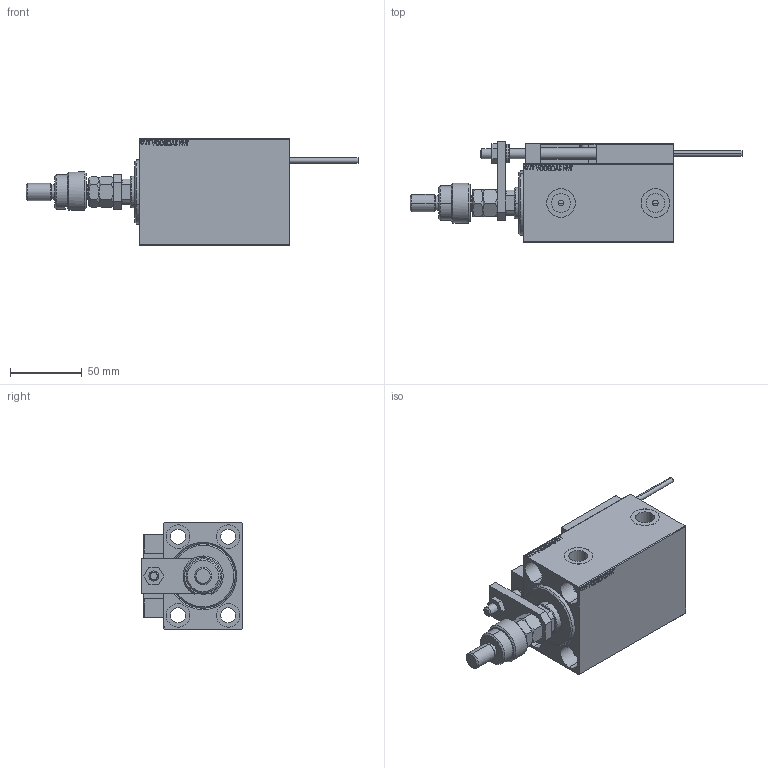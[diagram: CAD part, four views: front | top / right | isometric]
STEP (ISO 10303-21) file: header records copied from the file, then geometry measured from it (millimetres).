
FILE_DESCRIPTION (( 'STEP AP203' ), '1' );
FILE_NAME ('a20f.STEP', '2022-04-17T10:41:26', ( '' ), ( '' ), 'SwSTEP 2.0', 'SolidWorks 2019', '' );
FILE_SCHEMA (( 'CONFIG_CONTROL_DESIGN' ));
Length unit declared in the file: millimetre
Products named in the file (18): ALLEN BOLT D8 3eb4cdfdd43b7c4ae59767ded4e3165f; FEMALE_PART_FOR_DFA 3eb4cdfdd43b7c4ae59767ded4e3165f; V450CM_VC_B 3eb4cdfdd43b7c4ae59767ded4e3165f; SWITCH X 3eb4cdfdd43b7c4ae59767ded4e3165f; NUT_D12 3eb4cdfdd43b7c4ae59767ded4e3165f; V450CM_C_VCP 3eb4cdfdd43b7c4ae59767ded4e3165f; ALLEN BOLT D5 3eb4cdfdd43b7c4ae59767ded4e3165f; SWITCH_X_FRONT_BACK 3eb4cdfdd43b7c4ae59767ded4e3165f; SWITCH DIM B,W 3eb4cdfdd43b7c4ae59767ded4e3165f; X_Y_DFA 3eb4cdfdd43b7c4ae59767ded4e3165f; MFA 3eb4cdfdd43b7c4ae59767ded4e3165f; TYC_L79 3eb4cdfdd43b7c4ae59767ded4e3165f; KONCOVKA 3eb4cdfdd43b7c4ae59767ded4e3165f; Block 3eb4cdfdd43b7c4ae59767ded4e3165f; V450CM_C_Body 3eb4cdfdd43b7c4ae59767ded4e3165f; MAGNET 3eb4cdfdd43b7c4ae59767ded4e3165f; ZARAZKA 3eb4cdfdd43b7c4ae59767ded4e3165f; a20f
Assembly tree (27 placements, depth 3):
  a20f
    V450CM_C_Body 3eb4cdfdd43b7c4ae59767ded4e3165f
    SWITCH X 3eb4cdfdd43b7c4ae59767ded4e3165f
      SWITCH_X_FRONT_BACK 3eb4cdfdd43b7c4ae59767ded4e3165f  x2
      TYC_L79 3eb4cdfdd43b7c4ae59767ded4e3165f
      Block 3eb4cdfdd43b7c4ae59767ded4e3165f  x2
      ALLEN BOLT D5 3eb4cdfdd43b7c4ae59767ded4e3165f  x4
      ALLEN BOLT D8 3eb4cdfdd43b7c4ae59767ded4e3165f  x4
      MAGNET 3eb4cdfdd43b7c4ae59767ded4e3165f  x2
      KONCOVKA 3eb4cdfdd43b7c4ae59767ded4e3165f  x2
    NUT_D12 3eb4cdfdd43b7c4ae59767ded4e3165f
    SWITCH DIM B,W 3eb4cdfdd43b7c4ae59767ded4e3165f
    ZARAZKA 3eb4cdfdd43b7c4ae59767ded4e3165f
    V450CM_C_VCP 3eb4cdfdd43b7c4ae59767ded4e3165f
    V450CM_VC_B 3eb4cdfdd43b7c4ae59767ded4e3165f
    X_Y_DFA 3eb4cdfdd43b7c4ae59767ded4e3165f
      FEMALE_PART_FOR_DFA 3eb4cdfdd43b7c4ae59767ded4e3165f
      MFA 3eb4cdfdd43b7c4ae59767ded4e3165f
Bounding box: 232 x 70.5 x 75 mm (x, y, z)
Volume: 429366.6 mm3; surface area: 112340.7 mm2
Topology: 25 solids, 25 shells, 1384 faces, 3296 edges, 2095 vertices
Faces by surface type: plane 593, bspline 380, cylinder 213, cone 146, torus 48, sphere 4
Entity records: 53730 total; most frequent: CARTESIAN_POINT 26936, ORIENTED_EDGE 5612, DIRECTION 3926, EDGE_CURVE 2806, VERTEX_POINT 1819, LINE 1560, VECTOR 1560, EDGE_LOOP 1303
